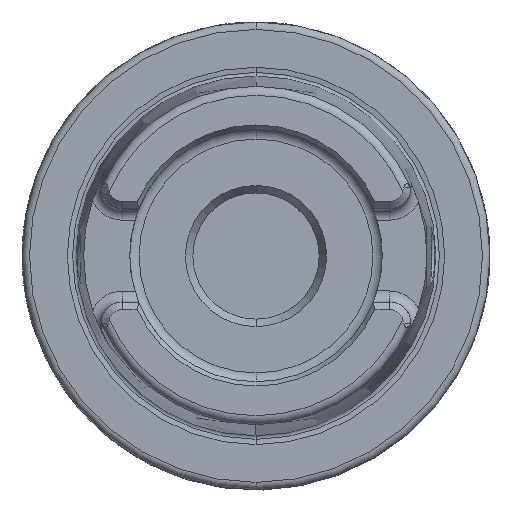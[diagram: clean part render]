
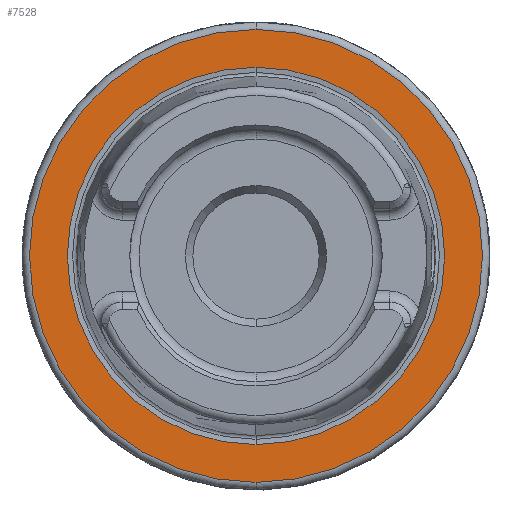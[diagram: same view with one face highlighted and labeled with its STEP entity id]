
A CAD part, top view. The second image highlights one B-rep face of the part: STEP entity #7528.
In plain terms, the highlighted planar face has unit normal (0, 0, 1).
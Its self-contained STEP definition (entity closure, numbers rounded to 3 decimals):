
#1264=CARTESIAN_POINT('',(0,0,26));
#1265=DIRECTION('',(0,0,-1));
#1266=DIRECTION('',(0,1,0));
#1267=AXIS2_PLACEMENT_3D('',#1264,#1265,#1266);
#1277=CARTESIAN_POINT('',(0,0,26));
#1278=DIRECTION('',(0,0,1));
#1279=DIRECTION('',(0,1,0));
#1280=AXIS2_PLACEMENT_3D('',#1277,#1278,#1279);
#1282=CARTESIAN_POINT('',(0,0,26));
#1283=DIRECTION('',(0,0,1));
#1284=DIRECTION('',(0,1,0));
#1285=AXIS2_PLACEMENT_3D('',#1282,#1283,#1284);
#1287=CARTESIAN_POINT('',(0,0,26));
#1288=DIRECTION('',(0,0,1));
#1289=DIRECTION('',(0,-1,0));
#1290=AXIS2_PLACEMENT_3D('',#1287,#1288,#1289);
#5375=CARTESIAN_POINT('',(0,25.409,26));
#5377=VERTEX_POINT('',#5375);
#5411=CARTESIAN_POINT('',(0,-25.409,26));
#5413=VERTEX_POINT('',#5411);
#5477=CARTESIAN_POINT('',(0,30.5,26));
#5478=CARTESIAN_POINT('',(0,-30.5,26));
#5479=VERTEX_POINT('',#5477);
#5480=VERTEX_POINT('',#5478);
#7513=CARTESIAN_POINT('',(0,0,26));
#7514=DIRECTION('',(0,0,-1));
#7515=DIRECTION('',(0,-1,0));
#7516=AXIS2_PLACEMENT_3D('',#7513,#7514,#7515);
#7517=PLANE('',#7516);
#7519=ORIENTED_EDGE('',*,*,#7518,.F.);
#7521=ORIENTED_EDGE('',*,*,#7520,.F.);
#7522=EDGE_LOOP('',(#7519,#7521));
#7523=FACE_OUTER_BOUND('',#7522,.F.);
#7524=ORIENTED_EDGE('',*,*,#7508,.T.);
#7525=ORIENTED_EDGE('',*,*,#7492,.F.);
#7526=EDGE_LOOP('',(#7524,#7525));
#7527=FACE_BOUND('',#7526,.F.);
#7528=ADVANCED_FACE('',(#7523,#7527),#7517,.F.);
#1268=CIRCLE('',#1267,25.409);
#1281=CIRCLE('',#1280,25.409);
#1286=CIRCLE('',#1285,30.5);
#1291=CIRCLE('',#1290,30.5);
#7492=EDGE_CURVE('',#5377,#5413,#1268,.T.);
#7508=EDGE_CURVE('',#5377,#5413,#1281,.T.);
#7518=EDGE_CURVE('',#5479,#5480,#1286,.T.);
#7520=EDGE_CURVE('',#5480,#5479,#1291,.T.);
